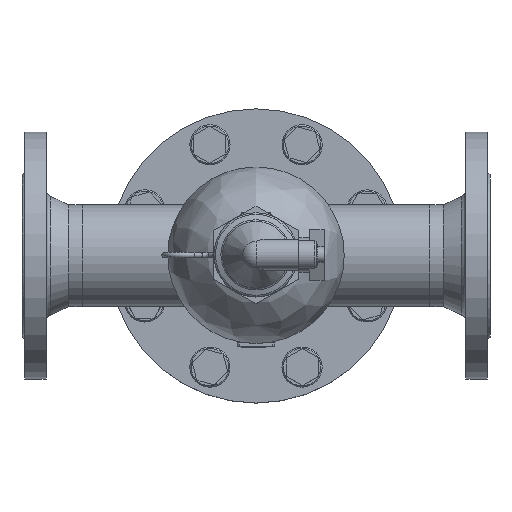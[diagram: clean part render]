
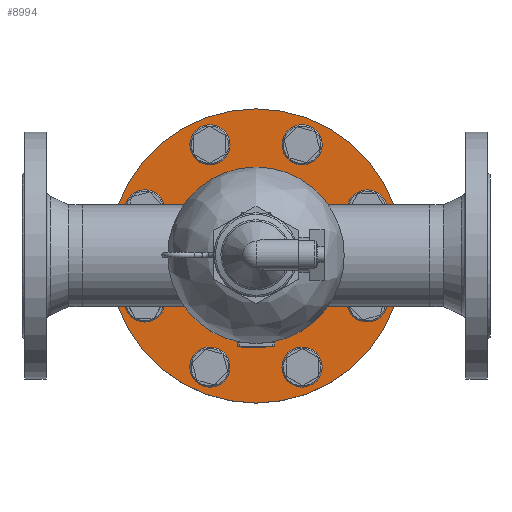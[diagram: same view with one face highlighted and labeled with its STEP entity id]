
A CAD part, top view. The second image highlights one B-rep face of the part: STEP entity #8994.
In plain terms, the highlighted planar face has unit normal (0, 0, 1).
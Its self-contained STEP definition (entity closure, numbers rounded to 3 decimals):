
#1979=FACE_BOUND('',#3113,.T.);
#1980=FACE_BOUND('',#3114,.T.);
#1981=FACE_BOUND('',#3115,.T.);
#1982=FACE_BOUND('',#3116,.T.);
#1983=FACE_BOUND('',#3117,.T.);
#1984=FACE_BOUND('',#3118,.T.);
#1985=FACE_BOUND('',#3119,.T.);
#1986=FACE_BOUND('',#3120,.T.);
#2417=FACE_OUTER_BOUND('',#3112,.T.);
#3112=EDGE_LOOP('',(#7397));
#3113=EDGE_LOOP('',(#7398));
#3114=EDGE_LOOP('',(#7399));
#3115=EDGE_LOOP('',(#7400));
#3116=EDGE_LOOP('',(#7401));
#3117=EDGE_LOOP('',(#7402));
#3118=EDGE_LOOP('',(#7403));
#3119=EDGE_LOOP('',(#7404));
#3120=EDGE_LOOP('',(#7405));
#3764=CIRCLE('',#9915,9.);
#3766=CIRCLE('',#9918,9.);
#3768=CIRCLE('',#9921,9.);
#3770=CIRCLE('',#9924,9.);
#3772=CIRCLE('',#9927,9.);
#3774=CIRCLE('',#9930,9.);
#3776=CIRCLE('',#9933,9.);
#3778=CIRCLE('',#9936,9.);
#3780=CIRCLE('',#9939,110.);
#4417=VERTEX_POINT('',#15147);
#4419=VERTEX_POINT('',#15152);
#4421=VERTEX_POINT('',#15157);
#4423=VERTEX_POINT('',#15162);
#4425=VERTEX_POINT('',#15167);
#4427=VERTEX_POINT('',#15172);
#4429=VERTEX_POINT('',#15177);
#4431=VERTEX_POINT('',#15182);
#4433=VERTEX_POINT('',#15187);
#5481=EDGE_CURVE('',#4417,#4417,#3764,.T.);
#5483=EDGE_CURVE('',#4419,#4419,#3766,.T.);
#5485=EDGE_CURVE('',#4421,#4421,#3768,.T.);
#5487=EDGE_CURVE('',#4423,#4423,#3770,.T.);
#5489=EDGE_CURVE('',#4425,#4425,#3772,.T.);
#5491=EDGE_CURVE('',#4427,#4427,#3774,.T.);
#5493=EDGE_CURVE('',#4429,#4429,#3776,.T.);
#5495=EDGE_CURVE('',#4431,#4431,#3778,.T.);
#5497=EDGE_CURVE('',#4433,#4433,#3780,.T.);
#7397=ORIENTED_EDGE('',*,*,#5497,.F.);
#7398=ORIENTED_EDGE('',*,*,#5481,.F.);
#7399=ORIENTED_EDGE('',*,*,#5483,.F.);
#7400=ORIENTED_EDGE('',*,*,#5485,.F.);
#7401=ORIENTED_EDGE('',*,*,#5487,.F.);
#7402=ORIENTED_EDGE('',*,*,#5489,.F.);
#7403=ORIENTED_EDGE('',*,*,#5491,.F.);
#7404=ORIENTED_EDGE('',*,*,#5493,.F.);
#7405=ORIENTED_EDGE('',*,*,#5495,.F.);
#8466=PLANE('',#9941);
#8994=ADVANCED_FACE('',(#2417,#1979,#1980,#1981,#1982,#1983,#1984,#1985,
#1986),#8466,.F.);
#9915=AXIS2_PLACEMENT_3D('',#15148,#11943,#11944);
#9918=AXIS2_PLACEMENT_3D('',#15153,#11949,#11950);
#9921=AXIS2_PLACEMENT_3D('',#15158,#11955,#11956);
#9924=AXIS2_PLACEMENT_3D('',#15163,#11961,#11962);
#9927=AXIS2_PLACEMENT_3D('',#15168,#11967,#11968);
#9930=AXIS2_PLACEMENT_3D('',#15173,#11973,#11974);
#9933=AXIS2_PLACEMENT_3D('',#15178,#11979,#11980);
#9936=AXIS2_PLACEMENT_3D('',#15183,#11985,#11986);
#9939=AXIS2_PLACEMENT_3D('',#15188,#11991,#11992);
#9941=AXIS2_PLACEMENT_3D('',#15191,#11995,#11996);
#11943=DIRECTION('center_axis',(0.,0.,1.));
#11944=DIRECTION('ref_axis',(1.,0.,0.));
#11949=DIRECTION('center_axis',(0.,0.,1.));
#11950=DIRECTION('ref_axis',(-1.,0.,0.));
#11955=DIRECTION('center_axis',(0.,0.,1.));
#11956=DIRECTION('ref_axis',(-1.,0.,0.));
#11961=DIRECTION('center_axis',(0.,0.,1.));
#11962=DIRECTION('ref_axis',(1.,0.,0.));
#11967=DIRECTION('center_axis',(0.,0.,1.));
#11968=DIRECTION('ref_axis',(1.,0.,0.));
#11973=DIRECTION('center_axis',(0.,0.,1.));
#11974=DIRECTION('ref_axis',(-1.,0.,0.));
#11979=DIRECTION('center_axis',(0.,0.,1.));
#11980=DIRECTION('ref_axis',(-1.,0.,0.));
#11985=DIRECTION('center_axis',(0.,0.,1.));
#11986=DIRECTION('ref_axis',(1.,0.,0.));
#11991=DIRECTION('center_axis',(0.,0.,-1.));
#11992=DIRECTION('ref_axis',(1.,0.,0.));
#11995=DIRECTION('center_axis',(0.,0.,-1.));
#11996=DIRECTION('ref_axis',(-1.,0.,0.));
#15147=CARTESIAN_POINT('',(-25.442,-83.149,179.8));
#15148=CARTESIAN_POINT('Origin',(-34.442,-83.149,179.8));
#15152=CARTESIAN_POINT('',(74.149,-34.442,179.8));
#15153=CARTESIAN_POINT('Origin',(83.149,-34.442,179.8));
#15157=CARTESIAN_POINT('',(25.442,83.149,179.8));
#15158=CARTESIAN_POINT('Origin',(34.442,83.149,179.8));
#15162=CARTESIAN_POINT('',(-25.442,83.149,179.8));
#15163=CARTESIAN_POINT('Origin',(-34.442,83.149,179.8));
#15167=CARTESIAN_POINT('',(-74.149,34.442,179.8));
#15168=CARTESIAN_POINT('Origin',(-83.149,34.442,179.8));
#15172=CARTESIAN_POINT('',(74.149,34.442,179.8));
#15173=CARTESIAN_POINT('Origin',(83.149,34.442,179.8));
#15177=CARTESIAN_POINT('',(25.442,-83.149,179.8));
#15178=CARTESIAN_POINT('Origin',(34.442,-83.149,179.8));
#15182=CARTESIAN_POINT('',(-74.149,-34.442,179.8));
#15183=CARTESIAN_POINT('Origin',(-83.149,-34.442,179.8));
#15187=CARTESIAN_POINT('',(110.,0.,179.8));
#15188=CARTESIAN_POINT('Origin',(0.,0.,179.8));
#15191=CARTESIAN_POINT('Origin',(0.,0.,179.8));
